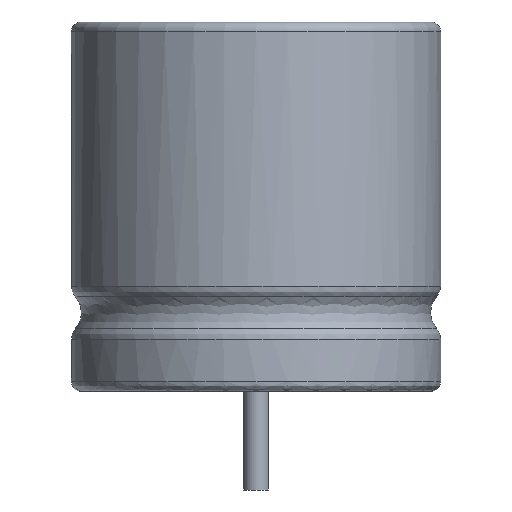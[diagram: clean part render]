
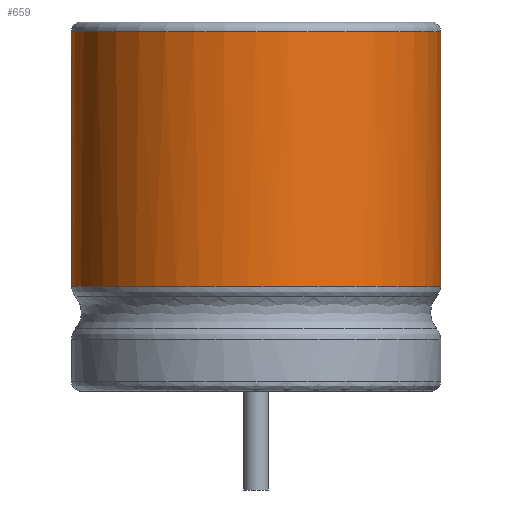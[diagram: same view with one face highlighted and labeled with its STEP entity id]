
A CAD part, left-side view. The second image highlights one B-rep face of the part: STEP entity #659.
In plain terms, the highlighted cylindrical face has radius 3.75 mm (diameter 7.5 mm), a partial arc.
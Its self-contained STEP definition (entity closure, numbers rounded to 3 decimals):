
#13=DIRECTION('',(0.,0.,1.));
#109=DIRECTION('',(0.,-0.,-1.));
#110=DIRECTION('',(0.924,-0.383,0.));
#232=VECTOR('',#13,1.);
#528=VERTEX_POINT('',#529);
#529=CARTESIAN_POINT('',(4.715,-1.435,2.135));
#537=ORIENTED_EDGE('',*,*,#538,.T.);
#538=EDGE_CURVE('',#528,#539,#541,.T.);
#539=VERTEX_POINT('',#540);
#540=CARTESIAN_POINT('',(4.715,1.435,2.135));
#541=B_SPLINE_CURVE_WITH_KNOTS('',12,(#542,#543,#544,#545,#546,#547,#548,#549,#550,#551,#552,#553,#554,#555,#556,#557,#558,#559,#560,#561,#562,#563,#564,#565,#566,#567,#568,#569,#570,#571,#572,#573,#574,#575,#576),.UNSPECIFIED.,.F.,.F.,(13,11,11,13),(-0.878,0.,20.617,21.495),.UNSPECIFIED.);
#542=CARTESIAN_POINT('',(5.051,-0.624,2.135));
#543=CARTESIAN_POINT('',(5.022,-0.692,2.135));
#544=CARTESIAN_POINT('',(4.994,-0.76,2.135));
#545=CARTESIAN_POINT('',(4.966,-0.828,2.135));
#546=CARTESIAN_POINT('',(4.938,-0.895,2.135));
#547=CARTESIAN_POINT('',(4.91,-0.963,2.135));
#548=CARTESIAN_POINT('',(4.882,-1.031,2.135));
#549=CARTESIAN_POINT('',(4.854,-1.098,2.135));
#550=CARTESIAN_POINT('',(4.826,-1.166,2.135));
#551=CARTESIAN_POINT('',(4.798,-1.233,2.135));
#552=CARTESIAN_POINT('',(4.77,-1.301,2.135));
#553=CARTESIAN_POINT('',(4.742,-1.368,2.135));
#554=CARTESIAN_POINT('',(4.062,-3.011,2.135));
#555=CARTESIAN_POINT('',(2.616,-4.288,2.135));
#556=CARTESIAN_POINT('',(0.529,-4.793,2.135));
#557=CARTESIAN_POINT('',(-1.708,-4.135,2.135));
#558=CARTESIAN_POINT('',(-3.374,-2.494,2.135));
#559=CARTESIAN_POINT('',(-4.209,0.,2.135));
#560=CARTESIAN_POINT('',(-3.374,2.494,2.135));
#561=CARTESIAN_POINT('',(-1.708,4.135,2.135));
#562=CARTESIAN_POINT('',(0.529,4.793,2.135));
#563=CARTESIAN_POINT('',(2.616,4.288,2.135));
#564=CARTESIAN_POINT('',(4.062,3.011,2.135));
#565=CARTESIAN_POINT('',(4.742,1.368,2.135));
#566=CARTESIAN_POINT('',(4.77,1.301,2.135));
#567=CARTESIAN_POINT('',(4.798,1.233,2.135));
#568=CARTESIAN_POINT('',(4.826,1.166,2.135));
#569=CARTESIAN_POINT('',(4.854,1.098,2.135));
#570=CARTESIAN_POINT('',(4.882,1.031,2.135));
#571=CARTESIAN_POINT('',(4.91,0.963,2.135));
#572=CARTESIAN_POINT('',(4.938,0.895,2.135));
#573=CARTESIAN_POINT('',(4.966,0.828,2.135));
#574=CARTESIAN_POINT('',(4.994,0.76,2.135));
#575=CARTESIAN_POINT('',(5.022,0.692,2.135));
#576=CARTESIAN_POINT('',(5.051,0.624,2.135));
#659=ADVANCED_FACE('',(#660),#679,.T.);
#660=FACE_BOUND('',#661,.F.);
#661=EDGE_LOOP('',(#662,#537,#668,#674));
#662=ORIENTED_EDGE('',*,*,#663,.F.);
#663=EDGE_CURVE('',#528,#664,#666,.T.);
#664=VERTEX_POINT('',#665);
#665=CARTESIAN_POINT('',(4.715,-1.435,7.3));
#666=LINE('',#667,#232);
#667=CARTESIAN_POINT('',(4.715,-1.435,2.));
#668=ORIENTED_EDGE('',*,*,#669,.T.);
#669=EDGE_CURVE('',#539,#670,#672,.T.);
#670=VERTEX_POINT('',#671);
#671=CARTESIAN_POINT('',(4.715,1.435,7.3));
#672=LINE('',#673,#232);
#673=CARTESIAN_POINT('',(4.715,1.435,2.));
#674=ORIENTED_EDGE('',*,*,#675,.F.);
#675=EDGE_CURVE('',#664,#670,#676,.T.);
#676=CIRCLE('',#677,3.75);
#677=AXIS2_PLACEMENT_3D('',#678,#109,#110);
#678=CARTESIAN_POINT('',(1.25,0.,7.3));
#679=CYLINDRICAL_SURFACE('',#680,3.75);
#680=AXIS2_PLACEMENT_3D('',#681,#13,#110);
#681=CARTESIAN_POINT('',(1.25,0.,2.));
